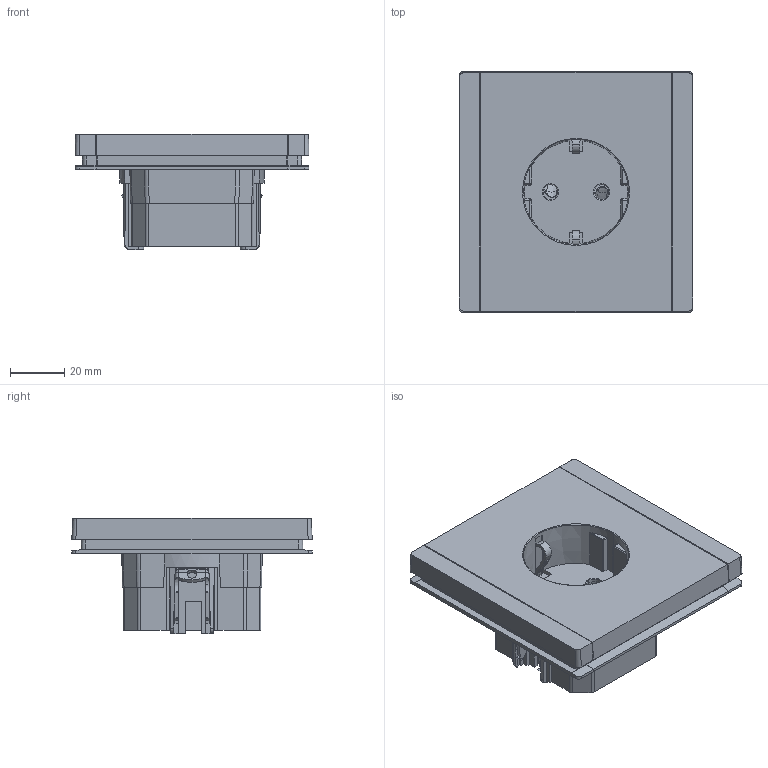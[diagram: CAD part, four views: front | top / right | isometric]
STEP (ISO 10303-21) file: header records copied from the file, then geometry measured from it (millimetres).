
FILE_DESCRIPTION (( 'STEP AP214' ), '1' );
FILE_NAME ('ðîçåòêà 16 À new.STEP', '2025-03-12T10:14:07', ( '' ), ( '' ), 'SwSTEP 2.0', 'SolidWorks 2022', '' );
FILE_SCHEMA (( 'AUTOMOTIVE_DESIGN' ));
Length unit declared in the file: millimetre
Products named in the file (1): розетка 16 А new
Bounding box: 86.56 x 89 x 42.57 mm (x, y, z)
Volume: 137062.1 mm3; surface area: 42692 mm2
Topology: 1 solids, 53 shells, 1890 faces, 5216 edges, 3434 vertices
Faces by surface type: plane 1293, cylinder 433, bspline 73, cone 54, sphere 22, torus 15
Entity records: 62205 total; most frequent: CARTESIAN_POINT 16081, ORIENTED_EDGE 10416, DIRECTION 8488, EDGE_CURVE 5208, VECTOR 3646, LINE 3646, VERTEX_POINT 3430, AXIS2_PLACEMENT_3D 2421
